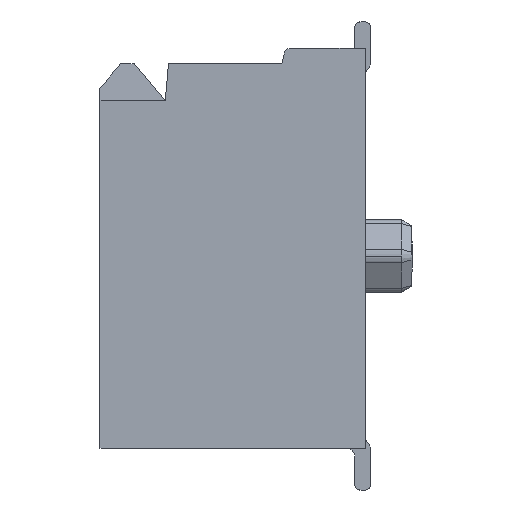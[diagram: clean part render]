
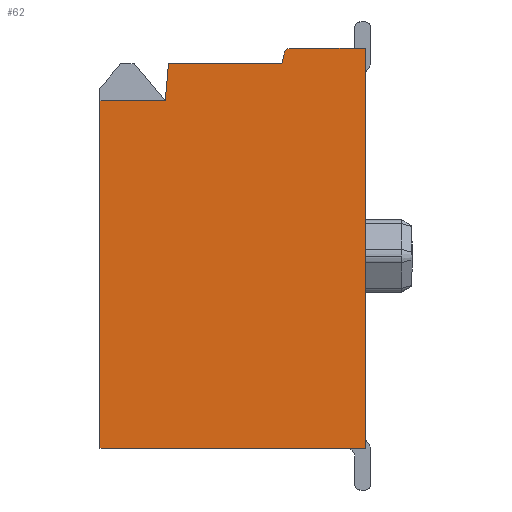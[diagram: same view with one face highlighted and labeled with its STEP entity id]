
A CAD part, left-side view. The second image highlights one B-rep face of the part: STEP entity #62.
In plain terms, the highlighted planar face has unit normal (-1, 0, 0).
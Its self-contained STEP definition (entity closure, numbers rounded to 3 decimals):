
#62=ADVANCED_FACE('',(#542),#543,.F.);
#542=FACE_OUTER_BOUND('',#1500,.T.);
#543=PLANE('',#1501);
#1500=EDGE_LOOP('',(#2538,#2539,#2540,#2541,#2542,#2543,#2544,#2545,#2546));
#1501=AXIS2_PLACEMENT_3D('',#2547,#2548,#2549);
#2538=ORIENTED_EDGE('',*,*,#6520,.F.);
#2539=ORIENTED_EDGE('',*,*,#6521,.F.);
#2540=ORIENTED_EDGE('',*,*,#6522,.F.);
#2541=ORIENTED_EDGE('',*,*,#6523,.F.);
#2542=ORIENTED_EDGE('',*,*,#6524,.F.);
#2543=ORIENTED_EDGE('',*,*,#6525,.F.);
#2544=ORIENTED_EDGE('',*,*,#6526,.F.);
#2545=ORIENTED_EDGE('',*,*,#6527,.F.);
#2546=ORIENTED_EDGE('',*,*,#6528,.F.);
#2547=CARTESIAN_POINT('',(-5.5,0.0,0.0));
#2548=DIRECTION('',(1.0,0.0,0.0));
#2549=DIRECTION('',(0.0,1.0,0.0));
#6520=EDGE_CURVE('',#7903,#7904,#7905,.T.);
#6521=EDGE_CURVE('',#7906,#7903,#7907,.T.);
#6522=EDGE_CURVE('',#7908,#7906,#7909,.T.);
#6523=EDGE_CURVE('',#7910,#7908,#7911,.T.);
#6524=EDGE_CURVE('',#7912,#7910,#7913,.T.);
#6525=EDGE_CURVE('',#7914,#7912,#7915,.T.);
#6526=EDGE_CURVE('',#7916,#7914,#7917,.T.);
#6527=EDGE_CURVE('',#7918,#7916,#7919,.T.);
#6528=EDGE_CURVE('',#7904,#7918,#7920,.T.);
#7903=VERTEX_POINT('',#10127);
#7904=VERTEX_POINT('',#10128);
#7905=LINE('',#10129,#10130);
#7906=VERTEX_POINT('',#10131);
#7907=LINE('',#10132,#10133);
#7908=VERTEX_POINT('',#10134);
#7909=LINE('',#10135,#10136);
#7910=VERTEX_POINT('',#10137);
#7911=LINE('',#10138,#10139);
#7912=VERTEX_POINT('',#10140);
#7913=CIRCLE('',#10141,0.15);
#7914=VERTEX_POINT('',#10142);
#7915=LINE('',#10143,#10144);
#7916=VERTEX_POINT('',#10145);
#7917=LINE('',#10146,#10147);
#7918=VERTEX_POINT('',#10148);
#7919=LINE('',#10149,#10150);
#7920=LINE('',#10151,#10152);
#10127=CARTESIAN_POINT('',(-5.5,2.55,-7.7));
#10128=CARTESIAN_POINT('',(-5.5,2.55,-1.015));
#10129=CARTESIAN_POINT('',(-5.5,2.55,-7.7));
#10130=VECTOR('',#13238,6.685);
#10131=CARTESIAN_POINT('',(-5.5,-2.55,-7.7));
#10132=CARTESIAN_POINT('',(-5.5,-2.55,-7.7));
#10133=VECTOR('',#13239,5.1);
#10134=CARTESIAN_POINT('',(-5.5,-2.55,0.0));
#10135=CARTESIAN_POINT('',(-5.5,-2.55,0.0));
#10136=VECTOR('',#13240,7.7);
#10137=CARTESIAN_POINT('',(-5.5,-1.135,0.0));
#10138=CARTESIAN_POINT('',(-5.5,-1.135,0.0));
#10139=VECTOR('',#13241,1.415);
#10140=CARTESIAN_POINT('',(-5.5,-0.989,-0.119));
#10141=AXIS2_PLACEMENT_3D('',#13242,#13243,#13244);
#10142=CARTESIAN_POINT('',(-5.5,-0.95,-0.3));
#10143=CARTESIAN_POINT('',(-5.5,-0.95,-0.3));
#10144=VECTOR('',#13245,0.185);
#10145=CARTESIAN_POINT('',(-5.5,1.232,-0.3));
#10146=CARTESIAN_POINT('',(-5.5,1.232,-0.3));
#10147=VECTOR('',#13246,2.182);
#10148=CARTESIAN_POINT('',(-5.5,1.295,-1.015));
#10149=CARTESIAN_POINT('',(-5.5,1.295,-1.015));
#10150=VECTOR('',#13247,0.718);
#10151=CARTESIAN_POINT('',(-5.5,2.55,-1.015));
#10152=VECTOR('',#13248,1.255);
#13238=DIRECTION('',(0.0,0.0,1.0));
#13239=DIRECTION('',(0.0,1.0,0.0));
#13240=DIRECTION('',(0.0,0.0,-1.0));
#13241=DIRECTION('',(0.0,-1.0,0.0));
#13242=CARTESIAN_POINT('',(-5.5,-1.135,-0.15));
#13243=DIRECTION('',(1.0,0.0,-0.0));
#13244=DIRECTION('',(0.0,0.978,0.208));
#13245=DIRECTION('',(0.0,-0.208,0.978));
#13246=DIRECTION('',(0.0,-1.0,0.0));
#13247=DIRECTION('',(0.0,-0.087,0.996));
#13248=DIRECTION('',(0.0,-1.0,0.0));
